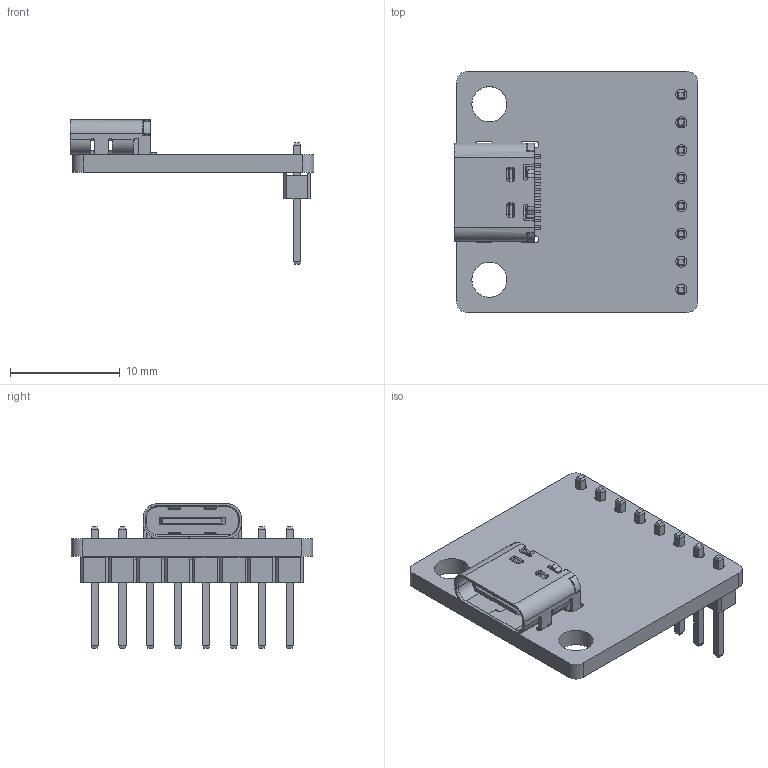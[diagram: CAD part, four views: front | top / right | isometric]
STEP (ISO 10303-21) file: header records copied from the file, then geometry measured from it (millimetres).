
FILE_DESCRIPTION(('KiCad electronic assembly'),'2;1');
FILE_NAME('USB-C female connector breakout 3D.step', '2024-07-15T12:46:41',('Pcbnew'),('Kicad'), 'Open CASCADE STEP processor 7.6','KiCad to STEP converter','Unknown' );
FILE_SCHEMA(('AUTOMOTIVE_DESIGN { 1 0 10303 214 1 1 1 1 }'));
Length unit declared in the file: millimetre
Products named in the file (9): USB-C female connector breakout 3D 1; USB-C Connector; SOLID; 8x_Male_Pin_2.54_mm; COMPOUND; _autosave-USB-C female connector breakout PCB
Assembly tree (8 placements, depth 3):
  USB-C female connector breakout 3D 1
    USB-C Connector
      SOLID
      SOLID
      SOLID
      SOLID
    8x_Male_Pin_2.54_mm
      COMPOUND
    _autosave-USB-C female connector breakout PCB
Bounding box: 22.2 x 22 x 13.22 mm (x, y, z)
Volume: 960.9 mm3; surface area: 2134.7 mm2
Topology: 13 solids, 13 shells, 864 faces, 2131 edges, 1284 vertices
Faces by surface type: bspline 826, cylinder 24, plane 14
Full cylindrical faces by diameter (mm): 0.65 x2, 1 x8, 3.2 x2
Entity records: 47615 total; most frequent: CARTESIAN_POINT 19397, B_SPLINE_CURVE_WITH_KNOTS 5359, ORIENTED_EDGE 4198, PCURVE 4198, DEFINITIONAL_REPRESENTATION 4198, EDGE_CURVE 2099, SURFACE_CURVE 2083, VERTEX_POINT 1284
